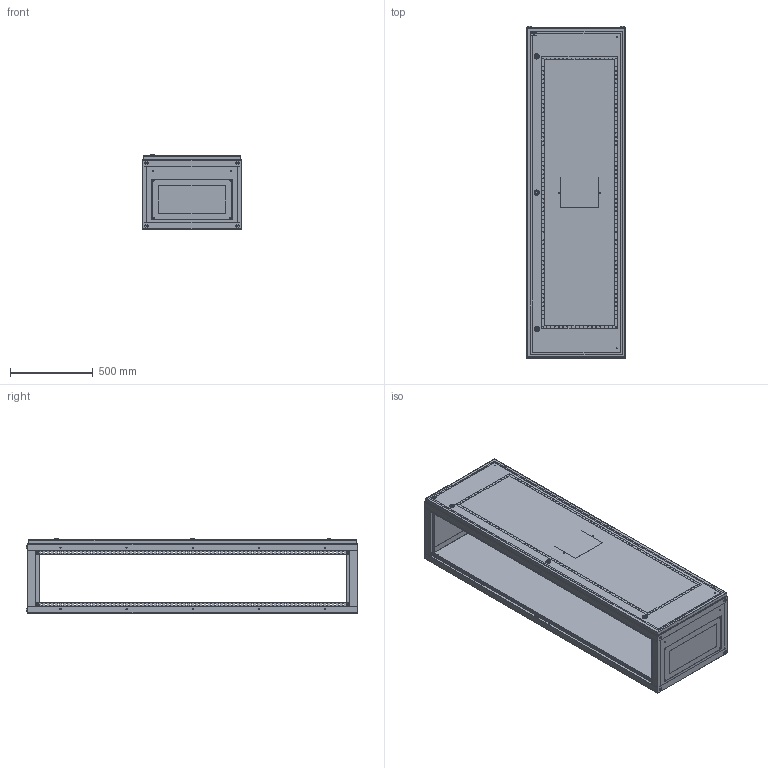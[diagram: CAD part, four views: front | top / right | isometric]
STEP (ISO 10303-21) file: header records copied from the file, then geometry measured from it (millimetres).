
FILE_DESCRIPTION (( 'STEP AP214' ), '1' );
FILE_NAME ('YKM50-2000-600-450-54 SMART Êîðïóñ ìåòàë. ñáîðíûé ÂÐÓ 2000õ600õ450 IP54 IEK.STEP', '2024-04-09T13:47:22', ( '' ), ( '' ), 'SwSTEP 2.0', 'SolidWorks 2022', '' );
FILE_SCHEMA (( 'AUTOMOTIVE_DESIGN' ));
Length unit declared in the file: millimetre
Products named in the file (3): YKM50-2000-600-450-54 SMART Корпус метал. сборный ВРУ 2000х600х450 IP54 IEK; Каркас ВРУ 2000х600х450 IP54; Дверь для ВРУ-1 2000х600 IP54
Assembly tree (2 placements, depth 2):
  YKM50-2000-600-450-54 SMART Корпус метал. сборный ВРУ 2000х600х450 IP54 IEK
    Каркас ВРУ 2000х600х450 IP54
    Дверь для ВРУ-1 2000х600 IP54
Bounding box: 600 x 2009.5 x 450.5 mm (x, y, z)
Volume: 7260705.2 mm3; surface area: 8411172.8 mm2
Topology: 36 solids, 40 shells, 3420 faces, 8846 edges, 5678 vertices
Faces by surface type: plane 2285, cylinder 786, cone 194, bspline 61, sphere 56, torus 38
Entity records: 107413 total; most frequent: CARTESIAN_POINT 21292, ORIENTED_EDGE 17564, DIRECTION 16771, EDGE_CURVE 8782, LINE 6409, VECTOR 6409, VERTEX_POINT 5678, AXIS2_PLACEMENT_3D 5181
